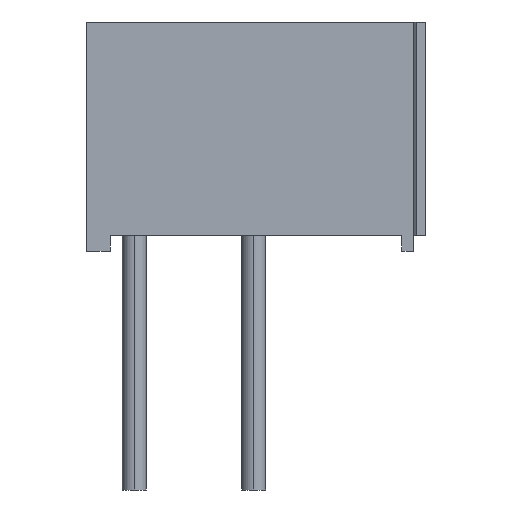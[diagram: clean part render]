
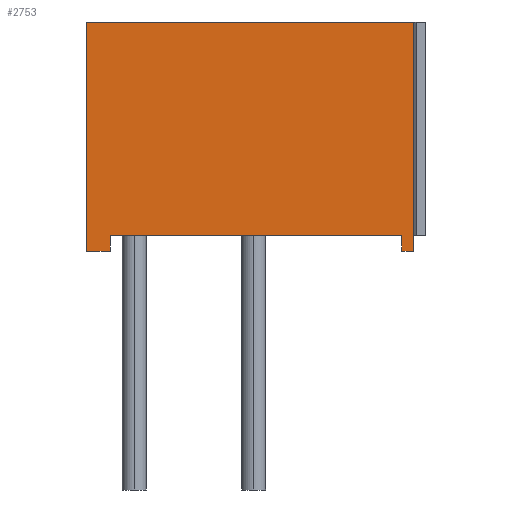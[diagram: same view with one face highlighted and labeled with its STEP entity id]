
A CAD part, left-side view. The second image highlights one B-rep face of the part: STEP entity #2753.
In plain terms, the highlighted planar face has unit normal (-1, 0, 0).
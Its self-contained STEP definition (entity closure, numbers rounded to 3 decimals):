
#150 = VERTEX_POINT ( 'NONE', #10724 ) ;
#188 = DIRECTION ( 'NONE',  ( 0., 1., 0. ) ) ;
#395 = CARTESIAN_POINT ( 'NONE',  ( -3.45, -3.05, 0.33 ) ) ;
#687 = LINE ( 'NONE', #13235, #7957 ) ;
#1018 = DIRECTION ( 'NONE',  ( 0., -1., 0. ) ) ;
#1047 = EDGE_LOOP ( 'NONE', ( #6683, #14834, #11690, #6719, #12391, #1288, #13143, #6532 ) ) ;
#1111 = DIRECTION ( 'NONE',  ( 0., 0., 1. ) ) ;
#1288 = ORIENTED_EDGE ( 'NONE', *, *, #5222, .T. ) ;
#1565 = CARTESIAN_POINT ( 'NONE',  ( -3.45, 3.55, 0. ) ) ;
#2004 = LINE ( 'NONE', #16137, #4740 ) ;
#2581 = CARTESIAN_POINT ( 'NONE',  ( -3.45, 3.05, 0. ) ) ;
#2737 = CARTESIAN_POINT ( 'NONE',  ( -3.45, -3.3, 0. ) ) ;
#2753 = ADVANCED_FACE ( 'NONE', ( #11154 ), #8498, .F. ) ;
#2825 = DIRECTION ( 'NONE',  ( 0., 0., 1. ) ) ;
#2871 = CARTESIAN_POINT ( 'NONE',  ( -3.45, 3.55, 0. ) ) ;
#3323 = CARTESIAN_POINT ( 'NONE',  ( -3.45, 3.05, 0.33 ) ) ;
#3952 = CARTESIAN_POINT ( 'NONE',  ( -3.45, 3.05, -4.67 ) ) ;
#4032 = LINE ( 'NONE', #1565, #12929 ) ;
#4106 = VERTEX_POINT ( 'NONE', #6387 ) ;
#4163 = VERTEX_POINT ( 'NONE', #395 ) ;
#4740 = VECTOR ( 'NONE', #7290, 1000. ) ;
#5094 = DIRECTION ( 'NONE',  ( 0., 0., 1. ) ) ;
#5186 = VERTEX_POINT ( 'NONE', #2581 ) ;
#5190 = EDGE_CURVE ( 'NONE', #10801, #10202, #6213, .T. ) ;
#5222 = EDGE_CURVE ( 'NONE', #4106, #5186, #4032, .T. ) ;
#6017 = CARTESIAN_POINT ( 'NONE',  ( -3.45, -3.05, -4.67 ) ) ;
#6099 = EDGE_CURVE ( 'NONE', #5186, #12187, #12441, .T. ) ;
#6213 = LINE ( 'NONE', #2737, #15796 ) ;
#6387 = CARTESIAN_POINT ( 'NONE',  ( -3.45, 3.55, 0. ) ) ;
#6432 = CARTESIAN_POINT ( 'NONE',  ( -3.45, -3.05, 0.33 ) ) ;
#6532 = ORIENTED_EDGE ( 'NONE', *, *, #10738, .F. ) ;
#6683 = ORIENTED_EDGE ( 'NONE', *, *, #8993, .F. ) ;
#6719 = ORIENTED_EDGE ( 'NONE', *, *, #11411, .F. ) ;
#7290 = DIRECTION ( 'NONE',  ( 0., 0., -1. ) ) ;
#7332 = LINE ( 'NONE', #6017, #14429 ) ;
#7879 = LINE ( 'NONE', #2871, #9247 ) ;
#7957 = VECTOR ( 'NONE', #1018, 1000. ) ;
#8336 = CARTESIAN_POINT ( 'NONE',  ( -3.45, -3.3, 0. ) ) ;
#8360 = EDGE_CURVE ( 'NONE', #150, #4106, #2004, .T. ) ;
#8498 = PLANE ( 'NONE',  #14863 ) ;
#8993 = EDGE_CURVE ( 'NONE', #11934, #4163, #7332, .T. ) ;
#9069 = CARTESIAN_POINT ( 'NONE',  ( -3.45, -3.3, 4.8 ) ) ;
#9176 = DIRECTION ( 'NONE',  ( 0., -1., 0. ) ) ;
#9247 = VECTOR ( 'NONE', #9176, 1000. ) ;
#9889 = CARTESIAN_POINT ( 'NONE',  ( -3.45, 3.55, 4.8 ) ) ;
#10202 = VERTEX_POINT ( 'NONE', #9069 ) ;
#10292 = DIRECTION ( 'NONE',  ( 0., -1., 0. ) ) ;
#10724 = CARTESIAN_POINT ( 'NONE',  ( -3.45, 3.55, 4.8 ) ) ;
#10738 = EDGE_CURVE ( 'NONE', #4163, #12187, #15179, .T. ) ;
#10801 = VERTEX_POINT ( 'NONE', #8336 ) ;
#10901 = DIRECTION ( 'NONE',  ( 1., 0., 0. ) ) ;
#11154 = FACE_OUTER_BOUND ( 'NONE', #1047, .T. ) ;
#11411 = EDGE_CURVE ( 'NONE', #150, #10202, #687, .T. ) ;
#11690 = ORIENTED_EDGE ( 'NONE', *, *, #5190, .T. ) ;
#11762 = EDGE_CURVE ( 'NONE', #11934, #10801, #7879, .T. ) ;
#11934 = VERTEX_POINT ( 'NONE', #15009 ) ;
#12187 = VERTEX_POINT ( 'NONE', #3323 ) ;
#12391 = ORIENTED_EDGE ( 'NONE', *, *, #8360, .T. ) ;
#12441 = LINE ( 'NONE', #3952, #13246 ) ;
#12672 = VECTOR ( 'NONE', #188, 1000. ) ;
#12929 = VECTOR ( 'NONE', #10292, 1000. ) ;
#13143 = ORIENTED_EDGE ( 'NONE', *, *, #6099, .T. ) ;
#13235 = CARTESIAN_POINT ( 'NONE',  ( -3.45, 3.55, 4.8 ) ) ;
#13246 = VECTOR ( 'NONE', #2825, 1000. ) ;
#14429 = VECTOR ( 'NONE', #1111, 1000. ) ;
#14834 = ORIENTED_EDGE ( 'NONE', *, *, #11762, .T. ) ;
#14863 = AXIS2_PLACEMENT_3D ( 'NONE', #9889, #10901, #14906 ) ;
#14906 = DIRECTION ( 'NONE',  ( 0., 1., 0. ) ) ;
#15009 = CARTESIAN_POINT ( 'NONE',  ( -3.45, -3.05, 0. ) ) ;
#15179 = LINE ( 'NONE', #6432, #12672 ) ;
#15796 = VECTOR ( 'NONE', #5094, 1000. ) ;
#16137 = CARTESIAN_POINT ( 'NONE',  ( -3.45, 3.55, 4.8 ) ) ;
